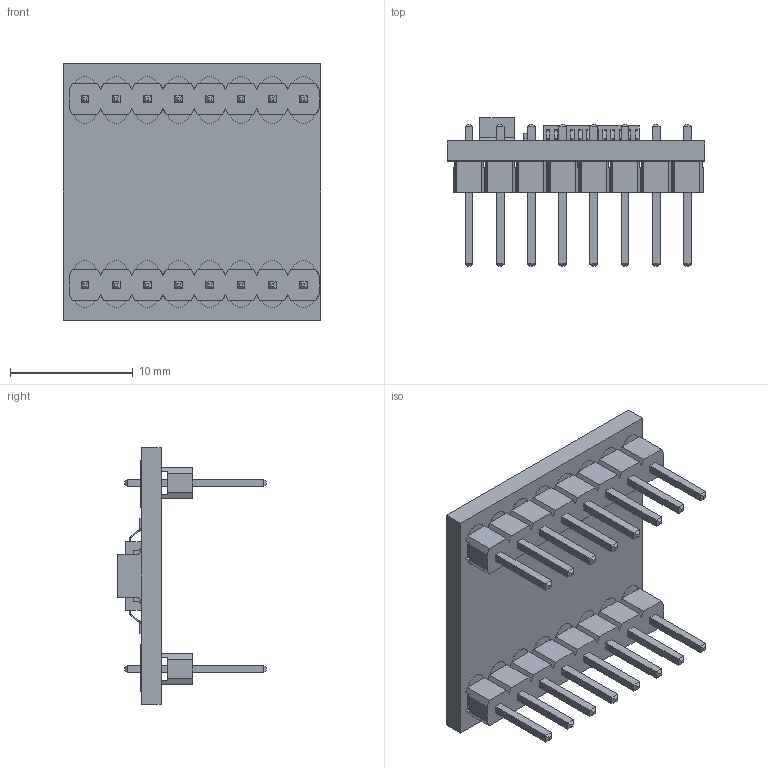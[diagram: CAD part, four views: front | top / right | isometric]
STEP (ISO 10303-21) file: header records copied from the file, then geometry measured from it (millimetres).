
FILE_DESCRIPTION (( 'STEP AP214' ), '1' );
FILE_NAME ('User Library-TB6612FNG Module.STEP', '2025-04-01T19:48:58', ( '' ), ( '' ), 'SwSTEP 2.0', 'SolidWorks 2022', '' );
FILE_SCHEMA (( 'AUTOMOTIVE_DESIGN' ));
Length unit declared in the file: millimetre
Products named in the file (4): Motor_driver.STEP; TB6612FNG Module.STEP; 8_pin_header.STEP; User Library-TB6612FNG Module
Assembly tree (4 placements, depth 3):
  User Library-TB6612FNG Module
    TB6612FNG Module.STEP
      Motor_driver.STEP
      8_pin_header.STEP  x2
Bounding box: 20.98 x 12.11 x 20.9 mm (x, y, z)
Volume: 1050 mm3; surface area: 2224.3 mm2
Topology: 19 solids, 19 shells, 1019 faces, 2704 edges, 1760 vertices
Faces by surface type: plane 783, cylinder 236
Entity records: 28389 total; most frequent: CARTESIAN_POINT 4341, ORIENTED_EDGE 4276, DIRECTION 4208, EDGE_CURVE 2138, LINE 1666, VECTOR 1666, VERTEX_POINT 1404, AXIS2_PLACEMENT_3D 1271
